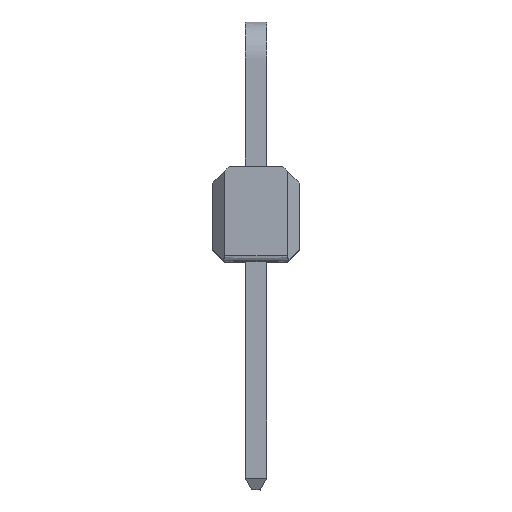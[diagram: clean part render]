
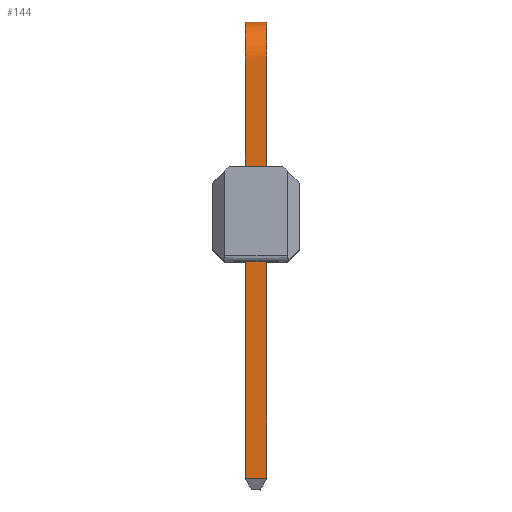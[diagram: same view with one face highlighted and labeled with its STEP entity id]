
A CAD part, top view. The second image highlights one B-rep face of the part: STEP entity #144.
In plain terms, the highlighted free-form (B-spline) face has degree [1, 2] with [2, 9] control points.
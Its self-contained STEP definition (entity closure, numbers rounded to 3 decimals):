
#144=ADVANCED_FACE('',(#224),#2666,.T.);
#224=FACE_OUTER_BOUND('',#309,.T.);
#309=EDGE_LOOP('',(#607,#608,#609,#610));
#607=ORIENTED_EDGE('',*,*,#1922,.T.);
#608=ORIENTED_EDGE('',*,*,#1912,.F.);
#609=ORIENTED_EDGE('',*,*,#1923,.T.);
#610=ORIENTED_EDGE('',*,*,#1919,.F.);
#771=(
BOUNDED_CURVE()
B_SPLINE_CURVE(2,(#4533,#4534,#4535,#4536,#4537,#4538,#4539,#4540,#4541),
 .UNSPECIFIED.,.F.,.F.)
B_SPLINE_CURVE_WITH_KNOTS((3,2,2,2,3),(-59.405,-47.092,
-45.388,-42.385,-39.845),.UNSPECIFIED.)
CURVE()
GEOMETRIC_REPRESENTATION_ITEM()
RATIONAL_B_SPLINE_CURVE((1.,1.,1.,0.707,1.,1.,1.,1.,1.))
REPRESENTATION_ITEM('')
);
#772=(
BOUNDED_CURVE()
B_SPLINE_CURVE(2,(#4542,#4543,#4544,#4545,#4546,#4547,#4548,#4549,#4550),
 .UNSPECIFIED.,.F.,.F.)
B_SPLINE_CURVE_WITH_KNOTS((3,2,2,2,3),(-59.405,-47.092,
-45.388,-42.385,-39.845),.UNSPECIFIED.)
CURVE()
GEOMETRIC_REPRESENTATION_ITEM()
RATIONAL_B_SPLINE_CURVE((1.,1.,1.,0.707,1.,1.,1.,1.,1.))
REPRESENTATION_ITEM('')
);
#777=(
BOUNDED_CURVE()
B_SPLINE_CURVE(2,(#4611,#4612,#4613,#4614,#4615,#4616,#4617,#4618,#4619),
 .UNSPECIFIED.,.F.,.F.)
B_SPLINE_CURVE_WITH_KNOTS((3,2,2,2,3),(39.845,42.385,
45.388,47.092,59.405),.UNSPECIFIED.)
CURVE()
GEOMETRIC_REPRESENTATION_ITEM()
RATIONAL_B_SPLINE_CURVE((1.,1.,1.,1.,1.,0.707,1.,1.,1.))
REPRESENTATION_ITEM('')
);
#778=(
BOUNDED_CURVE()
B_SPLINE_CURVE(2,(#4620,#4621,#4622,#4623,#4624,#4625,#4626,#4627,#4628),
 .UNSPECIFIED.,.F.,.F.)
B_SPLINE_CURVE_WITH_KNOTS((3,2,2,2,3),(39.845,42.385,
45.388,47.092,59.405),.UNSPECIFIED.)
CURVE()
GEOMETRIC_REPRESENTATION_ITEM()
RATIONAL_B_SPLINE_CURVE((1.,1.,1.,1.,1.,0.707,1.,1.,1.))
REPRESENTATION_ITEM('')
);
#1045=PCURVE('',#2712,#1443);
#1052=PCURVE('',#2713,#1450);
#1057=PCURVE('',#2666,#1455);
#1058=PCURVE('',#2666,#1456);
#1059=PCURVE('',#2666,#1457);
#1060=PCURVE('',#2666,#1458);
#1071=PCURVE('',#2716,#1469);
#1093=PCURVE('',#2722,#1491);
#1443=DEFINITIONAL_REPRESENTATION('',(#772),#5103);
#1450=DEFINITIONAL_REPRESENTATION('',(#778),#5103);
#1455=DEFINITIONAL_REPRESENTATION('',(#2355),#5103);
#1456=DEFINITIONAL_REPRESENTATION('',(#2356),#5103);
#1457=DEFINITIONAL_REPRESENTATION('',(#2358),#5103);
#1458=DEFINITIONAL_REPRESENTATION('',(#2359),#5103);
#1469=DEFINITIONAL_REPRESENTATION('',(#2377),#5103);
#1491=DEFINITIONAL_REPRESENTATION('',(#2407),#5103);
#1713=SURFACE_CURVE('',#771,(#1045,#1058),.PCURVE_S1.);
#1720=SURFACE_CURVE('',#777,(#1052,#1060),.PCURVE_S1.);
#1723=SURFACE_CURVE('',#2354,(#1057,#1093),.PCURVE_S1.);
#1724=SURFACE_CURVE('',#2357,(#1059,#1071),.PCURVE_S1.);
#1912=EDGE_CURVE('',#2619,#2622,#1713,.T.);
#1919=EDGE_CURVE('',#2626,#2623,#1720,.T.);
#1922=EDGE_CURVE('',#2626,#2622,#1723,.T.);
#1923=EDGE_CURVE('',#2619,#2623,#1724,.T.);
#2354=B_SPLINE_CURVE_WITH_KNOTS('',1,(#4641,#4642),.UNSPECIFIED.,.F.,.F.,
(2,2),(0.,0.63),.UNSPECIFIED.);
#2355=B_SPLINE_CURVE_WITH_KNOTS('',1,(#4643,#4644),.UNSPECIFIED.,.F.,.F.,
(2,2),(0.,0.63),.UNSPECIFIED.);
#2356=B_SPLINE_CURVE_WITH_KNOTS('',1,(#4645,#4646),.UNSPECIFIED.,.F.,.F.,
(2,2),(-59.405,-39.845),.UNSPECIFIED.);
#2357=B_SPLINE_CURVE_WITH_KNOTS('',1,(#4647,#4648),.UNSPECIFIED.,.F.,.F.,
(2,2),(0.,0.63),.UNSPECIFIED.);
#2358=B_SPLINE_CURVE_WITH_KNOTS('',1,(#4649,#4650),.UNSPECIFIED.,.F.,.F.,
(2,2),(0.,0.63),.UNSPECIFIED.);
#2359=B_SPLINE_CURVE_WITH_KNOTS('',1,(#4651,#4652),.UNSPECIFIED.,.F.,.F.,
(2,2),(39.845,59.405),.UNSPECIFIED.);
#2377=B_SPLINE_CURVE_WITH_KNOTS('',1,(#4687,#4688),.UNSPECIFIED.,.F.,.F.,
(2,2),(0.,0.63),.UNSPECIFIED.);
#2407=B_SPLINE_CURVE_WITH_KNOTS('',1,(#4747,#4748),.UNSPECIFIED.,.F.,.F.,
(2,2),(0.,0.63),.UNSPECIFIED.);
#2619=VERTEX_POINT('',#4517);
#2622=VERTEX_POINT('',#4520);
#2623=VERTEX_POINT('',#4521);
#2626=VERTEX_POINT('',#4524);
#2666=(
BOUNDED_SURFACE()
B_SPLINE_SURFACE(1,2,((#4489,#4490,#4491,#4492,#4493,#4494,#4495,#4496,#4497),
(#4498,#4499,#4500,#4501,#4502,#4503,#4504,#4505,#4506)),.UNSPECIFIED.,.F.,
 .F.,.F.)
B_SPLINE_SURFACE_WITH_KNOTS((2,2),(3,2,2,2,3),(0.,0.63),(39.845,
42.385,45.388,47.092,59.405),
 .UNSPECIFIED.)
GEOMETRIC_REPRESENTATION_ITEM()
RATIONAL_B_SPLINE_SURFACE(((1.,1.,1.,1.,1.,0.707,1.,1.,1.),(1.,
1.,1.,1.,1.,0.707,1.,1.,1.)))
REPRESENTATION_ITEM('')
SURFACE()
);
#2712=PLANE('',#2799);
#2713=PLANE('',#2800);
#2716=PLANE('',#2803);
#2722=PLANE('',#2809);
#2799=AXIS2_PLACEMENT_3D('',#4465,#2870,$);
#2800=AXIS2_PLACEMENT_3D('',#4466,#2871,$);
#2803=AXIS2_PLACEMENT_3D('',#4509,#2874,$);
#2809=AXIS2_PLACEMENT_3D('',#4515,#2880,$);
#2870=DIRECTION('',(-1.,0.,0.));
#2871=DIRECTION('',(1.,0.,0.));
#2874=DIRECTION('',(0.,-0.488,0.873));
#2880=DIRECTION('',(0.,0.873,-0.488));
#4465=CARTESIAN_POINT('',(-0.315,-10.543,4.675));
#4466=CARTESIAN_POINT('',(0.315,-10.543,4.675));
#4489=CARTESIAN_POINT('',(0.315,2.855,-2.86));
#4490=CARTESIAN_POINT('',(0.315,2.855,-1.59));
#4491=CARTESIAN_POINT('',(0.315,2.855,-0.32));
#4492=CARTESIAN_POINT('',(0.315,2.855,1.635));
#4493=CARTESIAN_POINT('',(0.315,2.855,3.59));
#4494=CARTESIAN_POINT('',(0.315,2.855,4.675));
#4495=CARTESIAN_POINT('',(0.315,1.77,4.675));
#4496=CARTESIAN_POINT('',(0.315,-4.386,4.675));
#4497=CARTESIAN_POINT('',(0.315,-10.543,4.675));
#4498=CARTESIAN_POINT('',(-0.316,2.855,-2.86));
#4499=CARTESIAN_POINT('',(-0.316,2.855,-1.59));
#4500=CARTESIAN_POINT('',(-0.316,2.855,-0.32));
#4501=CARTESIAN_POINT('',(-0.316,2.855,1.635));
#4502=CARTESIAN_POINT('',(-0.316,2.855,3.59));
#4503=CARTESIAN_POINT('',(-0.316,2.855,4.675));
#4504=CARTESIAN_POINT('',(-0.316,1.77,4.675));
#4505=CARTESIAN_POINT('',(-0.315,-4.387,4.675));
#4506=CARTESIAN_POINT('',(-0.315,-10.543,4.675));
#4509=CARTESIAN_POINT('',(-0.315,-10.883,4.485));
#4515=CARTESIAN_POINT('',(0.325,2.66,-3.209));
#4517=CARTESIAN_POINT('',(-0.315,-10.543,4.675));
#4520=CARTESIAN_POINT('',(-0.316,2.855,-2.86));
#4521=CARTESIAN_POINT('',(0.315,-10.543,4.675));
#4524=CARTESIAN_POINT('',(0.315,2.855,-2.86));
#4533=CARTESIAN_POINT('',(-0.315,-10.543,4.675));
#4534=CARTESIAN_POINT('',(-0.315,-4.387,4.675));
#4535=CARTESIAN_POINT('',(-0.316,1.77,4.675));
#4536=CARTESIAN_POINT('',(-0.316,2.855,4.675));
#4537=CARTESIAN_POINT('',(-0.316,2.855,3.59));
#4538=CARTESIAN_POINT('',(-0.316,2.855,1.635));
#4539=CARTESIAN_POINT('',(-0.316,2.855,-0.32));
#4540=CARTESIAN_POINT('',(-0.316,2.855,-1.59));
#4541=CARTESIAN_POINT('',(-0.316,2.855,-2.86));
#4542=CARTESIAN_POINT('',(0.,0.));
#4543=CARTESIAN_POINT('',(6.157,0.));
#4544=CARTESIAN_POINT('',(12.313,0.));
#4545=CARTESIAN_POINT('',(13.398,0.));
#4546=CARTESIAN_POINT('',(13.398,1.085));
#4547=CARTESIAN_POINT('',(13.398,3.04));
#4548=CARTESIAN_POINT('',(13.398,4.995));
#4549=CARTESIAN_POINT('',(13.398,6.265));
#4550=CARTESIAN_POINT('',(13.398,7.535));
#4611=CARTESIAN_POINT('',(0.315,2.855,-2.86));
#4612=CARTESIAN_POINT('',(0.315,2.855,-1.59));
#4613=CARTESIAN_POINT('',(0.315,2.855,-0.32));
#4614=CARTESIAN_POINT('',(0.315,2.855,1.635));
#4615=CARTESIAN_POINT('',(0.315,2.855,3.59));
#4616=CARTESIAN_POINT('',(0.315,2.855,4.675));
#4617=CARTESIAN_POINT('',(0.315,1.77,4.675));
#4618=CARTESIAN_POINT('',(0.315,-4.387,4.675));
#4619=CARTESIAN_POINT('',(0.315,-10.543,4.675));
#4620=CARTESIAN_POINT('',(7.535,13.398));
#4621=CARTESIAN_POINT('',(6.265,13.398));
#4622=CARTESIAN_POINT('',(4.995,13.398));
#4623=CARTESIAN_POINT('',(3.04,13.398));
#4624=CARTESIAN_POINT('',(1.085,13.398));
#4625=CARTESIAN_POINT('',(0.,13.398));
#4626=CARTESIAN_POINT('',(0.,12.313));
#4627=CARTESIAN_POINT('',(0.,6.157));
#4628=CARTESIAN_POINT('',(0.,0.));
#4641=CARTESIAN_POINT('',(0.315,2.855,-2.86));
#4642=CARTESIAN_POINT('',(-0.316,2.855,-2.86));
#4643=CARTESIAN_POINT('',(0.,39.845));
#4644=CARTESIAN_POINT('',(0.63,39.845));
#4645=CARTESIAN_POINT('',(0.63,59.405));
#4646=CARTESIAN_POINT('',(0.63,39.845));
#4647=CARTESIAN_POINT('',(-0.315,-10.543,4.675));
#4648=CARTESIAN_POINT('',(0.315,-10.543,4.675));
#4649=CARTESIAN_POINT('',(0.63,59.405));
#4650=CARTESIAN_POINT('',(0.,59.405));
#4651=CARTESIAN_POINT('',(0.,39.845));
#4652=CARTESIAN_POINT('',(0.,59.405));
#4687=CARTESIAN_POINT('',(-0.19,0.389));
#4688=CARTESIAN_POINT('',(0.44,0.389));
#4747=CARTESIAN_POINT('',(-0.63,0.));
#4748=CARTESIAN_POINT('',(0.,0.));
#5103=(
GEOMETRIC_REPRESENTATION_CONTEXT(2)
PARAMETRIC_REPRESENTATION_CONTEXT()
REPRESENTATION_CONTEXT('pspace','')
);
